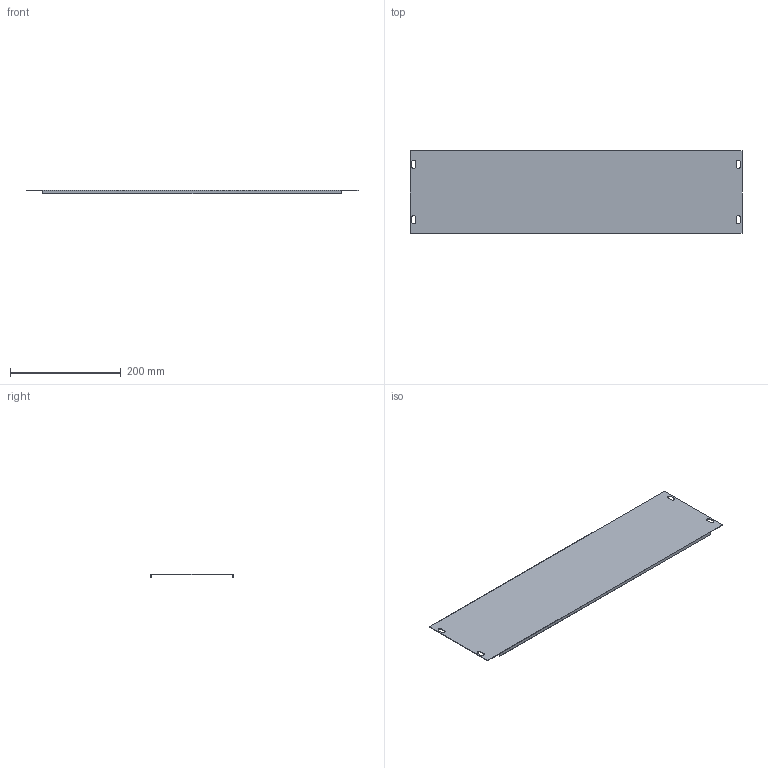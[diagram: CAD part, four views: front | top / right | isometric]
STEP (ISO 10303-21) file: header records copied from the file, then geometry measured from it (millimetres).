
FILE_DESCRIPTION (( 'STEP AP214' ), '1' );
FILE_NAME ('Y-PL-G-74-4567-2-0 Ïàíåëü ËÃ ê ÙÌÏ-4(5,6,7) 74 PRO_GARANT H=150 (ê-ò 2 øò.).STEP', '2016-08-16T05:59:57', ( 'user' ), ( '' ), 'SwSTEP 2.0', 'SolidWorks 2014', '' );
FILE_SCHEMA (( 'AUTOMOTIVE_DESIGN' ));
Length unit declared in the file: millimetre
Products named in the file (1): Y-PL-G-74-4567-2-0 Ïàíåëü ËÃ ê ÙÌÏ-4(5,6,7) 74 PRO_GARANT H=150 (ê-ò 2 øò.)
Bounding box: 600 x 149 x 6.5 mm (x, y, z)
Volume: 94962.1 mm3; surface area: 191596.1 mm2
Topology: 1 solids, 1 shells, 30 faces, 84 edges, 56 vertices
Faces by surface type: plane 22, cylinder 8
Entity records: 1014 total; most frequent: CARTESIAN_POINT 171, ORIENTED_EDGE 168, DIRECTION 162, EDGE_CURVE 84, VECTOR 68, LINE 68, VERTEX_POINT 56, AXIS2_PLACEMENT_3D 47
